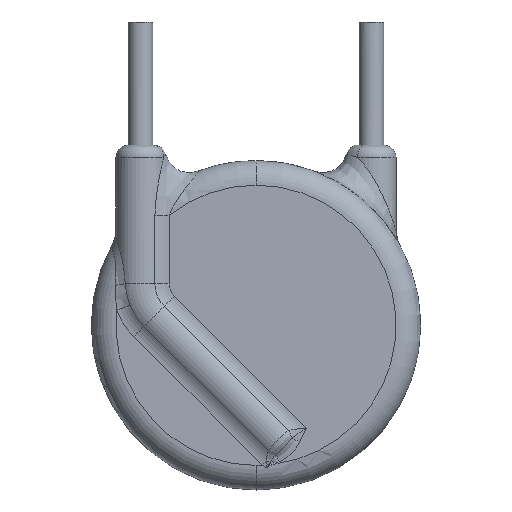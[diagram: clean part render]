
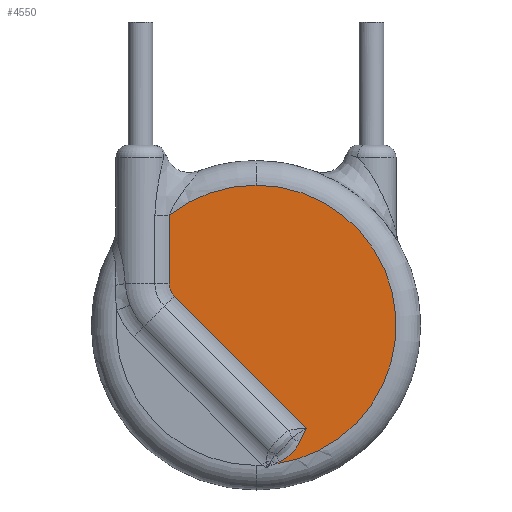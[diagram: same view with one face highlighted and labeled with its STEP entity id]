
A CAD part, front view. The second image highlights one B-rep face of the part: STEP entity #4550.
In plain terms, the highlighted planar face has unit normal (0, -1, 0).
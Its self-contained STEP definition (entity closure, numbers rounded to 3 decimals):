
#48 = DIRECTION ( 'NONE',  ( 0., 0., 1. ) ) ;
#52 = CARTESIAN_POINT ( 'NONE',  ( 1.48, -1.5, -9.471 ) ) ;
#63 = EDGE_CURVE ( 'NONE', #1644, #322, #149, .T. ) ;
#69 = CARTESIAN_POINT ( 'NONE',  ( 1.638, -1.5, -9.19 ) ) ;
#112 = CARTESIAN_POINT ( 'NONE',  ( -2.817, -1.5, -4.5 ) ) ;
#149 = B_SPLINE_CURVE_WITH_KNOTS ( 'NONE', 3,
 ( #69, #2552, #410, #2193, #4310, #1835, #3950, #1478, #3583, #1110, #3240, #749, #2886, #396, #52, #2176, #4292, #1817, #3931 ),
 .UNSPECIFIED., .F., .F.,
 ( 4, 3, 3, 3, 3, 3, 4 ),
 ( 0., 0., 0., 0., 0., 0., 0. ),
 .UNSPECIFIED. ) ;
#260 = VERTEX_POINT ( 'NONE', #112 ) ;
#322 = VERTEX_POINT ( 'NONE', #3368 ) ;
#396 = CARTESIAN_POINT ( 'NONE',  ( 1.514, -1.5, -9.409 ) ) ;
#410 = CARTESIAN_POINT ( 'NONE',  ( 1.636, -1.5, -9.194 ) ) ;
#562 = EDGE_LOOP ( 'NONE', ( #3584, #1376, #1900, #1250, #3509, #4553, #3901, #1966 ) ) ;
#585 = DIRECTION ( 'NONE',  ( 0.707, 0., -0.707 ) ) ;
#626 = DIRECTION ( 'NONE',  ( 0., -1., 0. ) ) ;
#628 = VECTOR ( 'NONE', #585, 1000. ) ;
#629 = CARTESIAN_POINT ( 'NONE',  ( 1.256, -1.5, -9.898 ) ) ;
#729 = LINE ( 'NONE', #3077, #628 ) ;
#749 = CARTESIAN_POINT ( 'NONE',  ( 1.562, -1.5, -9.323 ) ) ;
#828 = CARTESIAN_POINT ( 'NONE',  ( -2.25, -1.5, -4.5 ) ) ;
#905 = VECTOR ( 'NONE', #2102, 1000. ) ;
#981 = CARTESIAN_POINT ( 'NONE',  ( 1.09, -1.5, -10.074 ) ) ;
#1018 = CARTESIAN_POINT ( 'NONE',  ( 1.638, -1.5, -9.19 ) ) ;
#1033 = CIRCLE ( 'NONE', #1437, 4.55 ) ;
#1072 = PLANE ( 'NONE',  #3216 ) ;
#1110 = CARTESIAN_POINT ( 'NONE',  ( 1.589, -1.5, -9.275 ) ) ;
#1169 = CIRCLE ( 'NONE', #3448, 0.567 ) ;
#1204 = DIRECTION ( 'NONE',  ( 0., 0., 1. ) ) ;
#1250 = ORIENTED_EDGE ( 'NONE', *, *, #2531, .T. ) ;
#1296 = CARTESIAN_POINT ( 'NONE',  ( 0.748, -1.5, -10.284 ) ) ;
#1344 = EDGE_CURVE ( 'NONE', #3954, #260, #1971, .T. ) ;
#1354 = CARTESIAN_POINT ( 'NONE',  ( 0.896, -1.5, -10.217 ) ) ;
#1376 = ORIENTED_EDGE ( 'NONE', *, *, #63, .T. ) ;
#1410 = CARTESIAN_POINT ( 'NONE',  ( 0., -1.5, -1.3 ) ) ;
#1411 = VERTEX_POINT ( 'NONE', #1296 ) ;
#1437 = AXIS2_PLACEMENT_3D ( 'NONE', #4146, #2027, #4495 ) ;
#1461 = EDGE_CURVE ( 'NONE', #2303, #1644, #729, .T. ) ;
#1478 = CARTESIAN_POINT ( 'NONE',  ( 1.614, -1.5, -9.233 ) ) ;
#1644 = VERTEX_POINT ( 'NONE', #1018 ) ;
#1652 = CARTESIAN_POINT ( 'NONE',  ( 0.689, -1.5, -10.305 ) ) ;
#1696 = CARTESIAN_POINT ( 'NONE',  ( 1.413, -1.5, -9.619 ) ) ;
#1712 = CARTESIAN_POINT ( 'NONE',  ( 0.748, -1.5, -10.284 ) ) ;
#1817 = CARTESIAN_POINT ( 'NONE',  ( 1.423, -1.5, -9.591 ) ) ;
#1835 = CARTESIAN_POINT ( 'NONE',  ( 1.629, -1.5, -9.206 ) ) ;
#1877 = EDGE_CURVE ( 'NONE', #4465, #3954, #1033, .T. ) ;
#1900 = ORIENTED_EDGE ( 'NONE', *, *, #4331, .T. ) ;
#1948 = CARTESIAN_POINT ( 'NONE',  ( -2.817, -1.5, -2.277 ) ) ;
#1966 = ORIENTED_EDGE ( 'NONE', *, *, #3839, .T. ) ;
#1971 = LINE ( 'NONE', #3148, #905 ) ;
#2008 = CARTESIAN_POINT ( 'NONE',  ( 0.635, -1.5, -10.334 ) ) ;
#2027 = DIRECTION ( 'NONE',  ( 0., -1., 0. ) ) ;
#2102 = DIRECTION ( 'NONE',  ( 0., 0., -1. ) ) ;
#2104 = CARTESIAN_POINT ( 'NONE',  ( -2.651, -1.5, -4.901 ) ) ;
#2167 = DIRECTION ( 'NONE',  ( 0., 1., 0. ) ) ;
#2176 = CARTESIAN_POINT ( 'NONE',  ( 1.449, -1.5, -9.536 ) ) ;
#2193 = CARTESIAN_POINT ( 'NONE',  ( 1.635, -1.5, -9.195 ) ) ;
#2303 = VERTEX_POINT ( 'NONE', #2104 ) ;
#2310 = B_SPLINE_CURVE_WITH_KNOTS ( 'NONE', 3,
 ( #2698, #1652, #2008, #4477 ),
 .UNSPECIFIED., .F., .F.,
 ( 4, 4 ),
 ( 0., 0. ),
 .UNSPECIFIED. ) ;
#2339 = B_SPLINE_CURVE_WITH_KNOTS ( 'NONE', 3,
 ( #1696, #3811, #2763, #629, #3119, #981, #3471, #1354, #3824, #1712 ),
 .UNSPECIFIED., .F., .F.,
 ( 4, 2, 2, 2, 4 ),
 ( 0., 0., 0., 0.001, 0.001 ),
 .UNSPECIFIED. ) ;
#2531 = EDGE_CURVE ( 'NONE', #1411, #4298, #2310, .T. ) ;
#2552 = CARTESIAN_POINT ( 'NONE',  ( 1.637, -1.5, -9.192 ) ) ;
#2655 = EDGE_CURVE ( 'NONE', #4298, #4465, #2863, .T. ) ;
#2698 = CARTESIAN_POINT ( 'NONE',  ( 0.748, -1.5, -10.284 ) ) ;
#2759 = CARTESIAN_POINT ( 'NONE',  ( 0., -1.5, -5.85 ) ) ;
#2763 = CARTESIAN_POINT ( 'NONE',  ( 1.346, -1.5, -9.766 ) ) ;
#2863 = CIRCLE ( 'NONE', #4179, 4.55 ) ;
#2886 = CARTESIAN_POINT ( 'NONE',  ( 1.549, -1.5, -9.347 ) ) ;
#3077 = CARTESIAN_POINT ( 'NONE',  ( -0.851, -1.5, -6.701 ) ) ;
#3117 = DIRECTION ( 'NONE',  ( 0., 0., 1. ) ) ;
#3119 = CARTESIAN_POINT ( 'NONE',  ( 1.203, -1.5, -9.961 ) ) ;
#3148 = CARTESIAN_POINT ( 'NONE',  ( -2.817, -1.5, -5.85 ) ) ;
#3216 = AXIS2_PLACEMENT_3D ( 'NONE', #4284, #2167, #48 ) ;
#3240 = CARTESIAN_POINT ( 'NONE',  ( 1.576, -1.5, -9.299 ) ) ;
#3320 = DIRECTION ( 'NONE',  ( 0., -1., 0. ) ) ;
#3368 = CARTESIAN_POINT ( 'NONE',  ( 1.413, -1.5, -9.619 ) ) ;
#3448 = AXIS2_PLACEMENT_3D ( 'NONE', #828, #3320, #1204 ) ;
#3471 = CARTESIAN_POINT ( 'NONE',  ( 1.029, -1.5, -10.126 ) ) ;
#3509 = ORIENTED_EDGE ( 'NONE', *, *, #2655, .T. ) ;
#3583 = CARTESIAN_POINT ( 'NONE',  ( 1.602, -1.5, -9.254 ) ) ;
#3584 = ORIENTED_EDGE ( 'NONE', *, *, #1461, .T. ) ;
#3811 = CARTESIAN_POINT ( 'NONE',  ( 1.385, -1.5, -9.696 ) ) ;
#3824 = CARTESIAN_POINT ( 'NONE',  ( 0.824, -1.5, -10.256 ) ) ;
#3839 = EDGE_CURVE ( 'NONE', #260, #2303, #1169, .T. ) ;
#3901 = ORIENTED_EDGE ( 'NONE', *, *, #1344, .T. ) ;
#3931 = CARTESIAN_POINT ( 'NONE',  ( 1.413, -1.5, -9.619 ) ) ;
#3950 = CARTESIAN_POINT ( 'NONE',  ( 1.626, -1.5, -9.211 ) ) ;
#3954 = VERTEX_POINT ( 'NONE', #1948 ) ;
#4146 = CARTESIAN_POINT ( 'NONE',  ( 0., -1.5, -5.85 ) ) ;
#4179 = AXIS2_PLACEMENT_3D ( 'NONE', #2759, #626, #3117 ) ;
#4284 = CARTESIAN_POINT ( 'NONE',  ( 0., -1.5, -5.85 ) ) ;
#4292 = CARTESIAN_POINT ( 'NONE',  ( 1.436, -1.5, -9.563 ) ) ;
#4298 = VERTEX_POINT ( 'NONE', #4399 ) ;
#4310 = CARTESIAN_POINT ( 'NONE',  ( 1.632, -1.5, -9.201 ) ) ;
#4331 = EDGE_CURVE ( 'NONE', #322, #1411, #2339, .T. ) ;
#4399 = CARTESIAN_POINT ( 'NONE',  ( 0.58, -1.5, -10.363 ) ) ;
#4465 = VERTEX_POINT ( 'NONE', #1410 ) ;
#4477 = CARTESIAN_POINT ( 'NONE',  ( 0.58, -1.5, -10.363 ) ) ;
#4492 = FACE_OUTER_BOUND ( 'NONE', #562, .T. ) ;
#4495 = DIRECTION ( 'NONE',  ( 0., 0., 1. ) ) ;
#4550 = ADVANCED_FACE ( 'NONE', ( #4492 ), #1072, .F. ) ;
#4553 = ORIENTED_EDGE ( 'NONE', *, *, #1877, .T. ) ;
